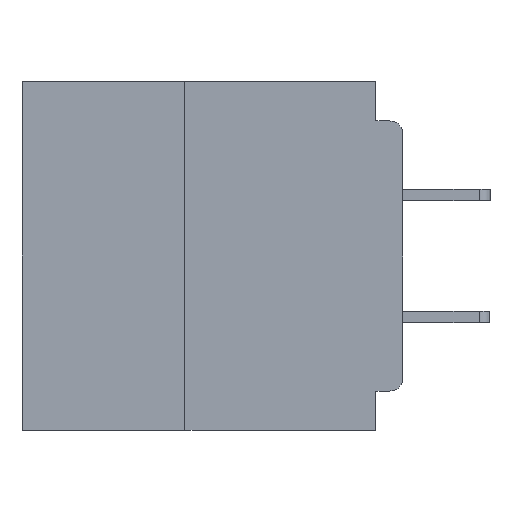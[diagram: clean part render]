
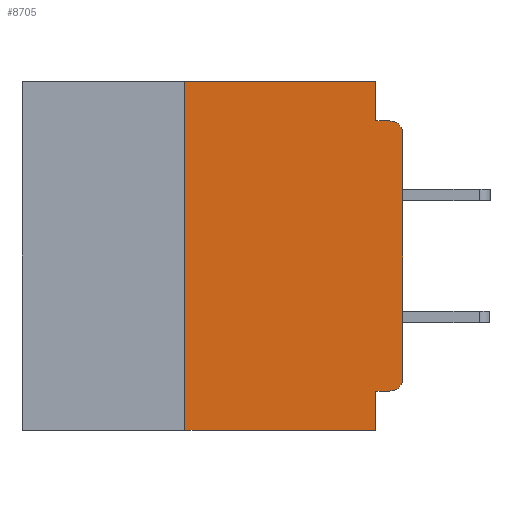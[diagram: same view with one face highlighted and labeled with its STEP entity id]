
A CAD part, left-side view. The second image highlights one B-rep face of the part: STEP entity #8705.
In plain terms, the highlighted planar face has unit normal (-1, 0, 0).
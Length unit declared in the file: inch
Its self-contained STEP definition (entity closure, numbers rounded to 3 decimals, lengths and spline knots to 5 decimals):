
#239 = CARTESIAN_POINT ( 'NONE',  ( 0., 0.031, -0.355 ) ) ;
#964 = ORIENTED_EDGE ( 'NONE', *, *, #48685, .T. ) ;
#1223 = LINE ( 'NONE', #31610, #31323 ) ;
#1481 = CARTESIAN_POINT ( 'NONE',  ( 0., 0.015, -0.355 ) ) ;
#1938 = VECTOR ( 'NONE', #21121, 39.37008 ) ;
#2437 = EDGE_CURVE ( 'NONE', #18289, #25341, #48089, .T. ) ;
#3164 = VECTOR ( 'NONE', #29820, 39.37008 ) ;
#3406 = CARTESIAN_POINT ( 'NONE',  ( 0., 0.437, -0.4 ) ) ;
#6422 = ORIENTED_EDGE ( 'NONE', *, *, #11586, .F. ) ;
#7270 = DIRECTION ( 'NONE',  ( 0., -1., 0. ) ) ;
#7388 = VECTOR ( 'NONE', #43100, 39.37008 ) ;
#8040 = CARTESIAN_POINT ( 'NONE',  ( 0., 0.437, 0. ) ) ;
#8057 = DIRECTION ( 'NONE',  ( -1., 0., 0. ) ) ;
#8705 = ADVANCED_FACE ( 'NONE', ( #42221 ), #19266, .F. ) ;
#9471 = CIRCLE ( 'NONE', #26593, 0.015 ) ;
#9613 = CARTESIAN_POINT ( 'NONE',  ( 0., 0.25, -0.4 ) ) ;
#9869 = AXIS2_PLACEMENT_3D ( 'NONE', #18809, #44950, #22584 ) ;
#9992 = VERTEX_POINT ( 'NONE', #239 ) ;
#10023 = VERTEX_POINT ( 'NONE', #23233 ) ;
#10117 = EDGE_CURVE ( 'NONE', #14131, #28051, #30981, .T. ) ;
#10209 = CARTESIAN_POINT ( 'NONE',  ( 0., 0., -0.34 ) ) ;
#10472 = EDGE_CURVE ( 'NONE', #33582, #31121, #25686, .T. ) ;
#11186 = LINE ( 'NONE', #3406, #29975 ) ;
#11515 = ORIENTED_EDGE ( 'NONE', *, *, #10472, .T. ) ;
#11586 = EDGE_CURVE ( 'NONE', #25341, #14131, #32075, .T. ) ;
#11938 = ORIENTED_EDGE ( 'NONE', *, *, #10117, .F. ) ;
#12051 = EDGE_CURVE ( 'NONE', #33582, #9992, #41950, .T. ) ;
#12400 = CARTESIAN_POINT ( 'NONE',  ( 0., 0.031, -0.4 ) ) ;
#13396 = ORIENTED_EDGE ( 'NONE', *, *, #46198, .F. ) ;
#14131 = VERTEX_POINT ( 'NONE', #14679 ) ;
#14543 = CARTESIAN_POINT ( 'NONE',  ( 0., 0.25, -0.4 ) ) ;
#14679 = CARTESIAN_POINT ( 'NONE',  ( 0., 0.031, 0. ) ) ;
#15159 = CARTESIAN_POINT ( 'NONE',  ( 0., 0.25, 0. ) ) ;
#15659 = DIRECTION ( 'NONE',  ( 1., 0., 0. ) ) ;
#16192 = ORIENTED_EDGE ( 'NONE', *, *, #26263, .F. ) ;
#17210 = CARTESIAN_POINT ( 'NONE',  ( 0., 0.015, -0.045 ) ) ;
#18289 = VERTEX_POINT ( 'NONE', #14543 ) ;
#18809 = CARTESIAN_POINT ( 'NONE',  ( 0., 0.015, -0.34 ) ) ;
#18965 = CARTESIAN_POINT ( 'NONE',  ( 0., 0.031, -0.045 ) ) ;
#19266 = PLANE ( 'NONE',  #44026 ) ;
#19854 = VECTOR ( 'NONE', #35168, 39.37008 ) ;
#19879 = EDGE_LOOP ( 'NONE', ( #40686, #43930, #16192, #11938, #6422, #24592, #964, #13396, #34839, #11515 ) ) ;
#21121 = DIRECTION ( 'NONE',  ( 0., 1., 0. ) ) ;
#22584 = DIRECTION ( 'NONE',  ( 0., 0., -1. ) ) ;
#23233 = CARTESIAN_POINT ( 'NONE',  ( 0., 0., -0.06 ) ) ;
#24381 = EDGE_CURVE ( 'NONE', #31121, #10023, #37334, .T. ) ;
#24500 = CARTESIAN_POINT ( 'NONE',  ( 0., 0., 0. ) ) ;
#24592 = ORIENTED_EDGE ( 'NONE', *, *, #2437, .F. ) ;
#24736 = CARTESIAN_POINT ( 'NONE',  ( 0., 0., -0.355 ) ) ;
#25341 = VERTEX_POINT ( 'NONE', #15159 ) ;
#25686 = CIRCLE ( 'NONE', #9869, 0.015 ) ;
#26263 = EDGE_CURVE ( 'NONE', #28051, #38639, #1223, .T. ) ;
#26593 = AXIS2_PLACEMENT_3D ( 'NONE', #30574, #8057, #34370 ) ;
#26752 = LINE ( 'NONE', #12400, #44253 ) ;
#27085 = VECTOR ( 'NONE', #27164, 39.37008 ) ;
#27164 = DIRECTION ( 'NONE',  ( 0., 0., 1. ) ) ;
#28051 = VERTEX_POINT ( 'NONE', #18965 ) ;
#28103 = EDGE_CURVE ( 'NONE', #10023, #38639, #9471, .T. ) ;
#29820 = DIRECTION ( 'NONE',  ( 0., -1., 0. ) ) ;
#29975 = VECTOR ( 'NONE', #7270, 39.37008 ) ;
#30574 = CARTESIAN_POINT ( 'NONE',  ( 0., 0.015, -0.06 ) ) ;
#30981 = LINE ( 'NONE', #38751, #19854 ) ;
#31121 = VERTEX_POINT ( 'NONE', #10209 ) ;
#31323 = VECTOR ( 'NONE', #42840, 39.37008 ) ;
#31610 = CARTESIAN_POINT ( 'NONE',  ( 0., 0., -0.045 ) ) ;
#32075 = LINE ( 'NONE', #48422, #3164 ) ;
#33582 = VERTEX_POINT ( 'NONE', #1481 ) ;
#34370 = DIRECTION ( 'NONE',  ( 0., 0., -1. ) ) ;
#34839 = ORIENTED_EDGE ( 'NONE', *, *, #12051, .F. ) ;
#35092 = CARTESIAN_POINT ( 'NONE',  ( 0., 0.031, -0.4 ) ) ;
#35168 = DIRECTION ( 'NONE',  ( 0., 0., -1. ) ) ;
#37334 = LINE ( 'NONE', #24500, #7388 ) ;
#38639 = VERTEX_POINT ( 'NONE', #17210 ) ;
#38751 = CARTESIAN_POINT ( 'NONE',  ( 0., 0.031, 0. ) ) ;
#40686 = ORIENTED_EDGE ( 'NONE', *, *, #24381, .T. ) ;
#41817 = DIRECTION ( 'NONE',  ( 0., 0., -1. ) ) ;
#41950 = LINE ( 'NONE', #24736, #1938 ) ;
#42221 = FACE_OUTER_BOUND ( 'NONE', #19879, .T. ) ;
#42374 = DIRECTION ( 'NONE',  ( 0., 0., -1. ) ) ;
#42840 = DIRECTION ( 'NONE',  ( 0., -1., 0. ) ) ;
#43100 = DIRECTION ( 'NONE',  ( 0., 0., 1. ) ) ;
#43930 = ORIENTED_EDGE ( 'NONE', *, *, #28103, .T. ) ;
#44026 = AXIS2_PLACEMENT_3D ( 'NONE', #8040, #15659, #41817 ) ;
#44253 = VECTOR ( 'NONE', #42374, 39.37008 ) ;
#44950 = DIRECTION ( 'NONE',  ( -1., 0., 0. ) ) ;
#46198 = EDGE_CURVE ( 'NONE', #9992, #47466, #26752, .T. ) ;
#47466 = VERTEX_POINT ( 'NONE', #35092 ) ;
#48089 = LINE ( 'NONE', #9613, #27085 ) ;
#48422 = CARTESIAN_POINT ( 'NONE',  ( 0., 0.437, 0. ) ) ;
#48685 = EDGE_CURVE ( 'NONE', #18289, #47466, #11186, .T. ) ;
